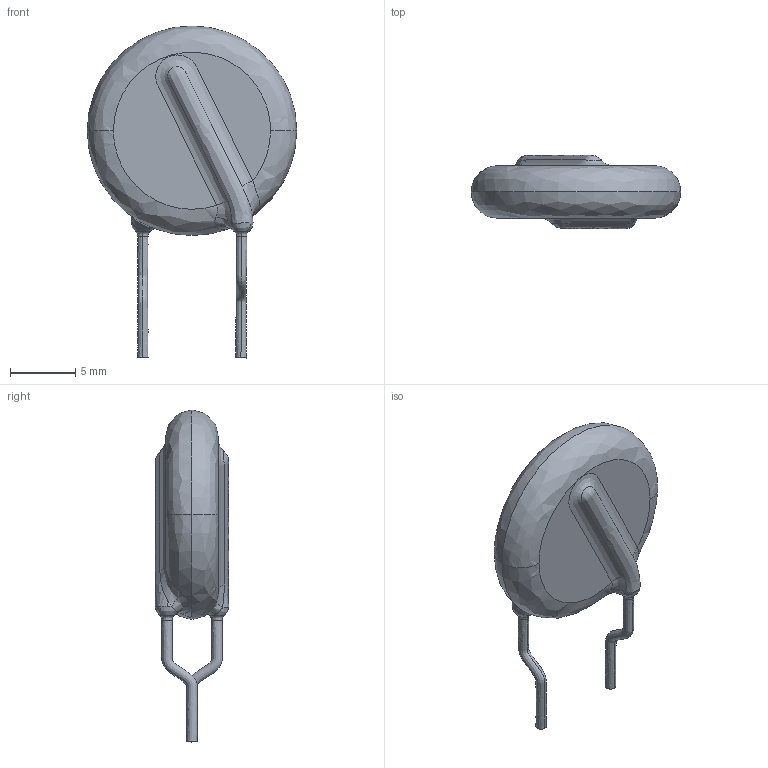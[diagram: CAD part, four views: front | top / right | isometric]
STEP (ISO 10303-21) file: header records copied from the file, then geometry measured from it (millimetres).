
FILE_DESCRIPTION (( 'STEP AP214' ), '1' );
FILE_NAME ('NTC_current_limit2.STEP', '2020-10-28T10:36:59', ( '' ), ( '' ), 'SwSTEP 2.0', 'SolidWorks 2020', '' );
FILE_SCHEMA (( 'AUTOMOTIVE_DESIGN' ));
Length unit declared in the file: centimetre
Products named in the file (1): NTC_current_limit2
Bounding box: 16 x 5.6 x 25.36 mm (x, y, z)
Volume: 770 mm3; surface area: 587.9 mm2
Topology: 1 solids, 1 shells, 32 faces, 77 edges, 47 vertices
Faces by surface type: bspline 28, plane 4
Entity records: 8793 total; most frequent: CARTESIAN_POINT 8183, ORIENTED_EDGE 154, EDGE_CURVE 77, B_SPLINE_CURVE_WITH_KNOTS 65, VERTEX_POINT 47, EDGE_LOOP 32, FACE_OUTER_BOUND 32, ADVANCED_FACE 32
